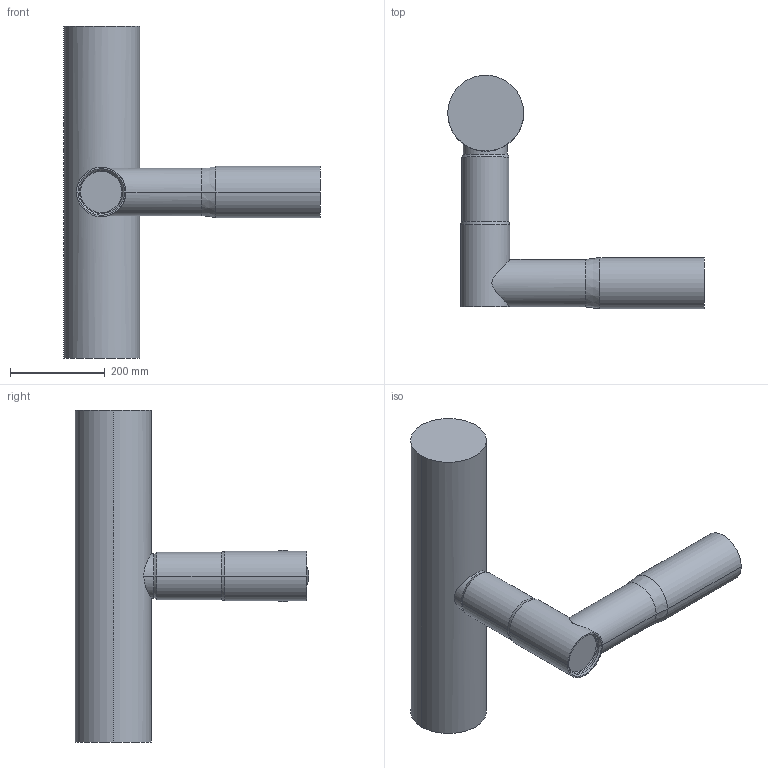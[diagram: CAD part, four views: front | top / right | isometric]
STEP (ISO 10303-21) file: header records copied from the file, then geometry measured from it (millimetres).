
FILE_DESCRIPTION (( 'STEP AP203' ), '1' );
FILE_NAME ('12593-4-1.STEP', '2011-03-29T10:49:27', ( 'localadmin' ), ( '' ), 'SwSTEP 2.0', 'SolidWorks 2010', '' );
FILE_SCHEMA (( 'CONFIG_CONTROL_DESIGN' ));
Length unit declared in the file: millimetre
Products named in the file (1): 12593-4-1
Bounding box: 540.81 x 492.1 x 700 mm (x, y, z)
Volume: 20297958.8 mm3; surface area: 642661 mm2
Topology: 1 solids, 1 shells, 30 faces, 59 edges, 32 vertices
Faces by surface type: cylinder 14, cone 12, plane 4
Entity records: 1142 total; most frequent: CARTESIAN_POINT 440, DIRECTION 145, ORIENTED_EDGE 118, AXIS2_PLACEMENT_3D 59, EDGE_CURVE 59, VERTEX_POINT 32, EDGE_LOOP 31, FACE_OUTER_BOUND 30
